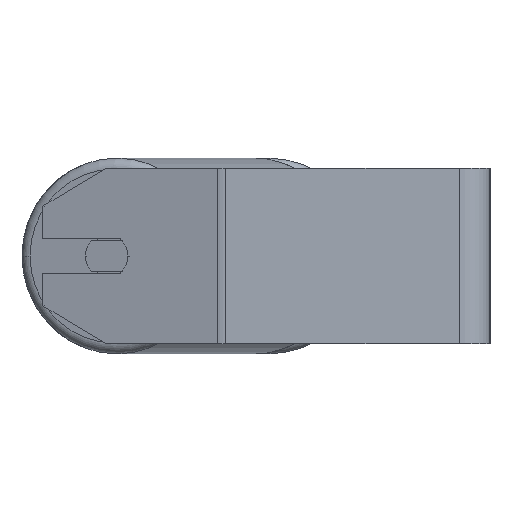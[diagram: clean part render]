
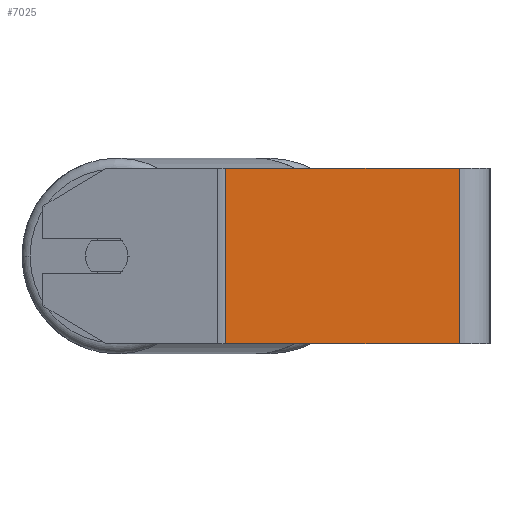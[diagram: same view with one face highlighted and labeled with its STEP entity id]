
A CAD part, left-side view. The second image highlights one B-rep face of the part: STEP entity #7025.
In plain terms, the highlighted planar face has unit normal (-1, 0, 0).
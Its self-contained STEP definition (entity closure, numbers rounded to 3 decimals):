
#110 = CARTESIAN_POINT ( 'NONE',  ( -430., 14., -40. ) ) ;
#180 = CARTESIAN_POINT ( 'NONE',  ( -430., 122.006, 40. ) ) ;
#625 = VECTOR ( 'NONE', #7922, 1000. ) ;
#802 = CARTESIAN_POINT ( 'NONE',  ( -430., 120.163, 40. ) ) ;
#856 = ORIENTED_EDGE ( 'NONE', *, *, #3177, .T. ) ;
#1108 = CARTESIAN_POINT ( 'NONE',  ( -430., 122.006, -40. ) ) ;
#1643 = ORIENTED_EDGE ( 'NONE', *, *, #5538, .F. ) ;
#1855 = CARTESIAN_POINT ( 'NONE',  ( -430., 120.163, 40. ) ) ;
#1860 = PLANE ( 'NONE',  #2376 ) ;
#1946 = LINE ( 'NONE', #1855, #625 ) ;
#2376 = AXIS2_PLACEMENT_3D ( 'NONE', #5749, #6543, #3198 ) ;
#2464 = VECTOR ( 'NONE', #4338, 1000. ) ;
#2576 = DIRECTION ( 'NONE',  ( 0., 0., -1. ) ) ;
#2634 = VECTOR ( 'NONE', #7566, 1000. ) ;
#2683 = VERTEX_POINT ( 'NONE', #110 ) ;
#3177 = EDGE_CURVE ( 'NONE', #7403, #2683, #5167, .T. ) ;
#3198 = DIRECTION ( 'NONE',  ( 0., 0., -1. ) ) ;
#3458 = LINE ( 'NONE', #180, #2634 ) ;
#4138 = VECTOR ( 'NONE', #2576, 1000. ) ;
#4266 = EDGE_CURVE ( 'NONE', #4422, #7403, #1946, .T. ) ;
#4338 = DIRECTION ( 'NONE',  ( 0., -1., 0. ) ) ;
#4422 = VERTEX_POINT ( 'NONE', #802 ) ;
#4524 = LINE ( 'NONE', #7260, #4138 ) ;
#5167 = LINE ( 'NONE', #1108, #2464 ) ;
#5172 = VERTEX_POINT ( 'NONE', #8745 ) ;
#5290 = CARTESIAN_POINT ( 'NONE',  ( -430., 120.163, -40. ) ) ;
#5313 = ORIENTED_EDGE ( 'NONE', *, *, #7872, .F. ) ;
#5538 = EDGE_CURVE ( 'NONE', #4422, #5172, #3458, .T. ) ;
#5749 = CARTESIAN_POINT ( 'NONE',  ( -430., 122.006, 40. ) ) ;
#5920 = FACE_OUTER_BOUND ( 'NONE', #6734, .T. ) ;
#6449 = ORIENTED_EDGE ( 'NONE', *, *, #4266, .T. ) ;
#6543 = DIRECTION ( 'NONE',  ( 1., 0., 0. ) ) ;
#6734 = EDGE_LOOP ( 'NONE', ( #856, #5313, #1643, #6449 ) ) ;
#7025 = ADVANCED_FACE ( 'NONE', ( #5920 ), #1860, .F. ) ;
#7260 = CARTESIAN_POINT ( 'NONE',  ( -430., 14., 40. ) ) ;
#7403 = VERTEX_POINT ( 'NONE', #5290 ) ;
#7566 = DIRECTION ( 'NONE',  ( 0., -1., 0. ) ) ;
#7872 = EDGE_CURVE ( 'NONE', #5172, #2683, #4524, .T. ) ;
#7922 = DIRECTION ( 'NONE',  ( 0., 0., -1. ) ) ;
#8745 = CARTESIAN_POINT ( 'NONE',  ( -430., 14., 40. ) ) ;
